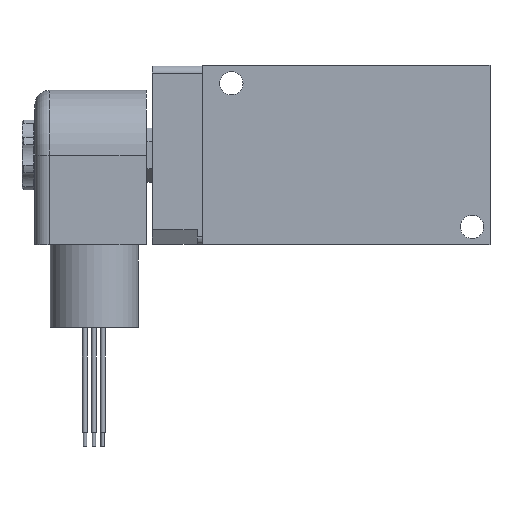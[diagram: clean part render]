
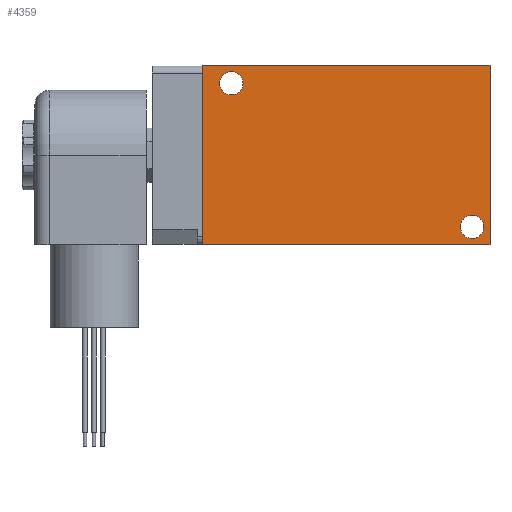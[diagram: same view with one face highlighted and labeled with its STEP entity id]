
A CAD part, left-side view. The second image highlights one B-rep face of the part: STEP entity #4359.
In plain terms, the highlighted planar face has unit normal (-1, 0, 0).
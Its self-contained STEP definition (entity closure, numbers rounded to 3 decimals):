
#255=PLANE('',#5169);
#431=CIRCLE('',#5164,3.25);
#433=CIRCLE('',#5167,3.25);
#840=ORIENTED_EDGE('',*,*,#2022,.T.);
#841=ORIENTED_EDGE('',*,*,#2020,.T.);
#842=ORIENTED_EDGE('',*,*,#2000,.F.);
#843=ORIENTED_EDGE('',*,*,#1970,.F.);
#844=ORIENTED_EDGE('',*,*,#2017,.F.);
#845=ORIENTED_EDGE('',*,*,#2014,.F.);
#1970=EDGE_CURVE('',#2561,#2562,#3004,.T.);
#2000=EDGE_CURVE('',#2562,#2584,#3015,.T.);
#2014=EDGE_CURVE('',#2584,#2597,#3023,.T.);
#2017=EDGE_CURVE('',#2597,#2561,#3026,.T.);
#2020=EDGE_CURVE('',#2600,#2600,#431,.T.);
#2022=EDGE_CURVE('',#2602,#2602,#433,.T.);
#2561=VERTEX_POINT('',#7225);
#2562=VERTEX_POINT('',#7226);
#2584=VERTEX_POINT('',#7301);
#2597=VERTEX_POINT('',#7329);
#2600=VERTEX_POINT('',#7340);
#2602=VERTEX_POINT('',#7345);
#3004=LINE('',#7224,#3205);
#3015=LINE('',#7300,#3216);
#3023=LINE('',#7328,#3224);
#3026=LINE('',#7334,#3227);
#3205=VECTOR('',#5825,1000.);
#3216=VECTOR('',#5872,1000.);
#3224=VECTOR('',#5894,1000.);
#3227=VECTOR('',#5899,1000.);
#3389=EDGE_LOOP('',(#840));
#3390=EDGE_LOOP('',(#841));
#3391=EDGE_LOOP('',(#842,#843,#844,#845));
#3837=FACE_BOUND('',#3389,.T.);
#3838=FACE_BOUND('',#3390,.T.);
#3839=FACE_BOUND('',#3391,.T.);
#4359=ADVANCED_FACE('',(#3837,#3838,#3839),#255,.F.);
#5164=AXIS2_PLACEMENT_3D('',#7339,#5905,#5906);
#5167=AXIS2_PLACEMENT_3D('',#7344,#5911,#5912);
#5169=AXIS2_PLACEMENT_3D('',#7347,#5915,#5916);
#5825=DIRECTION('',(0.,1.,0.));
#5872=DIRECTION('',(0.,0.,1.));
#5894=DIRECTION('',(0.,-1.,0.));
#5899=DIRECTION('',(0.,0.,-1.));
#5905=DIRECTION('',(1.,0.,0.));
#5906=DIRECTION('',(0.,0.,-1.));
#5911=DIRECTION('',(1.,0.,0.));
#5912=DIRECTION('',(0.,0.,-1.));
#5915=DIRECTION('',(1.,0.,0.));
#5916=DIRECTION('',(0.,0.,-1.));
#7224=CARTESIAN_POINT('',(-15.2,0.,-25.));
#7225=CARTESIAN_POINT('',(-15.2,0.,-25.));
#7226=CARTESIAN_POINT('',(-15.2,80.,-25.));
#7300=CARTESIAN_POINT('',(-15.2,80.,-25.));
#7301=CARTESIAN_POINT('',(-15.2,80.,25.));
#7328=CARTESIAN_POINT('',(-15.2,80.,25.));
#7329=CARTESIAN_POINT('',(-15.2,0.,25.));
#7334=CARTESIAN_POINT('',(-15.2,0.,25.));
#7339=CARTESIAN_POINT('',(-15.2,5.,-20.));
#7340=CARTESIAN_POINT('',(-15.2,5.,-23.25));
#7344=CARTESIAN_POINT('',(-15.2,72.,20.));
#7345=CARTESIAN_POINT('',(-15.2,72.,16.75));
#7347=CARTESIAN_POINT('',(-15.2,0.,0.));
